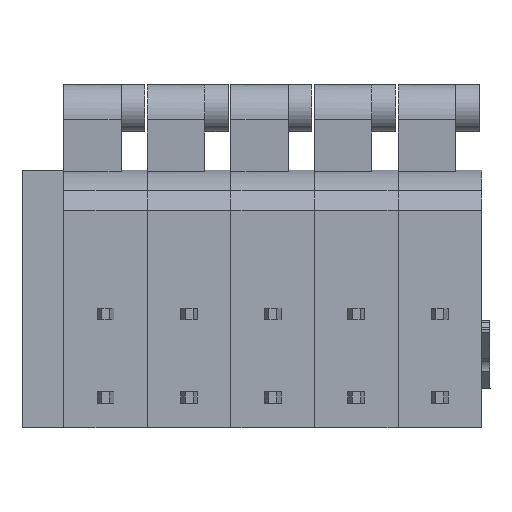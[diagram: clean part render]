
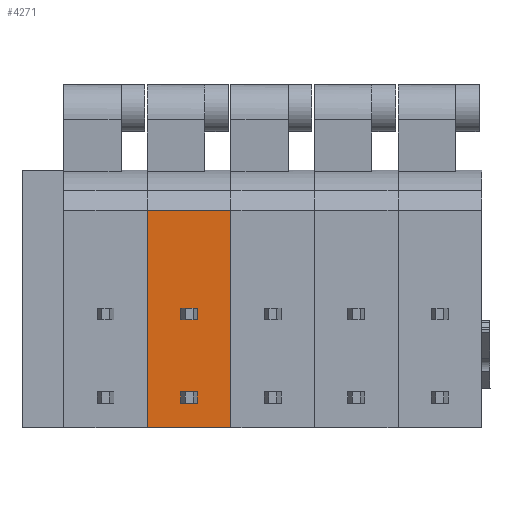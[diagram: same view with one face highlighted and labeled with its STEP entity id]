
A CAD part, left-side view. The second image highlights one B-rep face of the part: STEP entity #4271.
In plain terms, the highlighted planar face has unit normal (-1, 0, 0).
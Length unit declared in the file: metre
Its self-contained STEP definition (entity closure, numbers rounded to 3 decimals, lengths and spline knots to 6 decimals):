
#4271=ADVANCED_FACE('',(#9344,#9345,#9346),#9347,.T.);
#4441=EDGE_CURVE('',#9613,#9610,#9614,.T.);
#4607=EDGE_CURVE('',#9610,#9843,#9846,.T.);
#4709=EDGE_CURVE('',#9843,#9979,#9980,.T.);
#4711=EDGE_CURVE('',#9613,#9979,#9982,.T.);
#9344=FACE_BOUND('',#16424,.T.);
#9345=FACE_BOUND('',#16425,.T.);
#9346=FACE_OUTER_BOUND('',#16426,.T.);
#9347=PLANE('',#16427);
#9610=VERTEX_POINT('',#16796);
#9613=VERTEX_POINT('',#16801);
#9614=LINE('',#16802,#16803);
#9843=VERTEX_POINT('',#17171);
#9846=LINE('',#17176,#17177);
#9979=VERTEX_POINT('',#17392);
#9980=LINE('',#17393,#17394);
#9982=LINE('',#17397,#17398);
#16424=EDGE_LOOP('',(#24937,#24938,#24939,#24940));
#16425=EDGE_LOOP('',(#24941,#24942,#24943,#24944));
#16426=EDGE_LOOP('',(#24945,#24946,#24947,#24948));
#16427=AXIS2_PLACEMENT_3D('',#24949,#24950,#24951);
#16796=CARTESIAN_POINT('',(-0.185588,0.058439,-0.058744));
#16801=CARTESIAN_POINT('',(-0.185588,0.053439,-0.058744));
#16802=CARTESIAN_POINT('',(-0.185588,0.058439,-0.058744));
#16803=VECTOR('',#25354,1.0);
#17171=CARTESIAN_POINT('',(-0.185588,0.058439,-0.07174));
#17176=CARTESIAN_POINT('',(-0.185588,0.058439,-0.07174));
#17177=VECTOR('',#25485,1.0);
#17392=CARTESIAN_POINT('',(-0.185588,0.053439,-0.07174));
#17393=CARTESIAN_POINT('',(-0.185588,0.058439,-0.07174));
#17394=VECTOR('',#25574,1.0);
#17397=CARTESIAN_POINT('',(-0.185588,0.053439,-0.07174));
#17398=VECTOR('',#25575,1.0);
#24937=ORIENTED_EDGE('',*,*,#28609,.F.);
#24938=ORIENTED_EDGE('',*,*,#28615,.F.);
#24939=ORIENTED_EDGE('',*,*,#28638,.T.);
#24940=ORIENTED_EDGE('',*,*,#28604,.F.);
#24941=ORIENTED_EDGE('',*,*,#28624,.F.);
#24942=ORIENTED_EDGE('',*,*,#28633,.T.);
#24943=ORIENTED_EDGE('',*,*,#28619,.F.);
#24944=ORIENTED_EDGE('',*,*,#28628,.T.);
#24945=ORIENTED_EDGE('',*,*,#4441,.T.);
#24946=ORIENTED_EDGE('',*,*,#4607,.T.);
#24947=ORIENTED_EDGE('',*,*,#4709,.T.);
#24948=ORIENTED_EDGE('',*,*,#4711,.F.);
#24949=CARTESIAN_POINT('',(-0.185588,0.058439,-0.07174));
#24950=DIRECTION('',(-1.0,0.,0.));
#24951=DIRECTION('',(0.,0.0,1.0));
#25354=DIRECTION('',(0.,1.0,0.));
#25485=DIRECTION('',(0.,0.,-1.0));
#25574=DIRECTION('',(0.,-1.0,0.));
#25575=DIRECTION('',(0.,0.,-1.0));
#28604=EDGE_CURVE('',#29609,#29611,#29612,.T.);
#28609=EDGE_CURVE('',#29617,#29609,#29620,.T.);
#28615=EDGE_CURVE('',#29628,#29617,#29630,.T.);
#28619=EDGE_CURVE('',#29634,#29636,#29637,.T.);
#28624=EDGE_CURVE('',#29642,#29645,#29646,.T.);
#28628=EDGE_CURVE('',#29634,#29645,#29651,.T.);
#28633=EDGE_CURVE('',#29642,#29636,#29658,.T.);
#28638=EDGE_CURVE('',#29628,#29611,#29665,.T.);
#29609=VERTEX_POINT('',#30805);
#29611=VERTEX_POINT('',#30808);
#29612=LINE('',#30809,#30810);
#29617=VERTEX_POINT('',#30817);
#29620=LINE('',#30821,#30822);
#29628=VERTEX_POINT('',#30833);
#29630=LINE('',#30836,#30837);
#29634=VERTEX_POINT('',#30842);
#29636=VERTEX_POINT('',#30845);
#29637=LINE('',#30846,#30847);
#29642=VERTEX_POINT('',#30854);
#29645=VERTEX_POINT('',#30858);
#29646=LINE('',#30859,#30860);
#29651=LINE('',#30867,#30868);
#29658=LINE('',#30878,#30879);
#29665=LINE('',#30889,#30890);
#30805=CARTESIAN_POINT('',(-0.185588,0.055439,-0.06529));
#30808=CARTESIAN_POINT('',(-0.185588,0.055439,-0.06459));
#30809=CARTESIAN_POINT('',(-0.185588,0.055439,-0.071776));
#30810=VECTOR('',#31439,1.0);
#30817=CARTESIAN_POINT('',(-0.185588,0.056439,-0.06529));
#30821=CARTESIAN_POINT('',(-0.185588,0.058459,-0.06529));
#30822=VECTOR('',#31443,1.0);
#30833=CARTESIAN_POINT('',(-0.185588,0.056439,-0.06459));
#30836=CARTESIAN_POINT('',(-0.185588,0.056439,-0.071776));
#30837=VECTOR('',#31448,1.0);
#30842=CARTESIAN_POINT('',(-0.185588,0.056439,-0.06959));
#30845=CARTESIAN_POINT('',(-0.185588,0.056439,-0.07029));
#30846=CARTESIAN_POINT('',(-0.185588,0.056439,-0.071736));
#30847=VECTOR('',#31451,1.0);
#30854=CARTESIAN_POINT('',(-0.185588,0.055439,-0.07029));
#30858=CARTESIAN_POINT('',(-0.185588,0.055439,-0.06959));
#30859=CARTESIAN_POINT('',(-0.185588,0.055439,-0.071736));
#30860=VECTOR('',#31455,1.0);
#30867=CARTESIAN_POINT('',(-0.185588,0.058459,-0.06959));
#30868=VECTOR('',#31458,1.0);
#30878=CARTESIAN_POINT('',(-0.185588,0.058459,-0.07029));
#30879=VECTOR('',#31462,1.0);
#30889=CARTESIAN_POINT('',(-0.185588,0.058459,-0.06459));
#30890=VECTOR('',#31466,1.0);
#31439=DIRECTION('',(0.,0.,1.0));
#31443=DIRECTION('',(0.,-1.0,0.));
#31448=DIRECTION('',(0.,0.,-1.0));
#31451=DIRECTION('',(0.,0.,-1.0));
#31455=DIRECTION('',(0.,0.,1.0));
#31458=DIRECTION('',(0.,-1.0,0.));
#31462=DIRECTION('',(0.,1.0,0.));
#31466=DIRECTION('',(0.,-1.0,0.));
